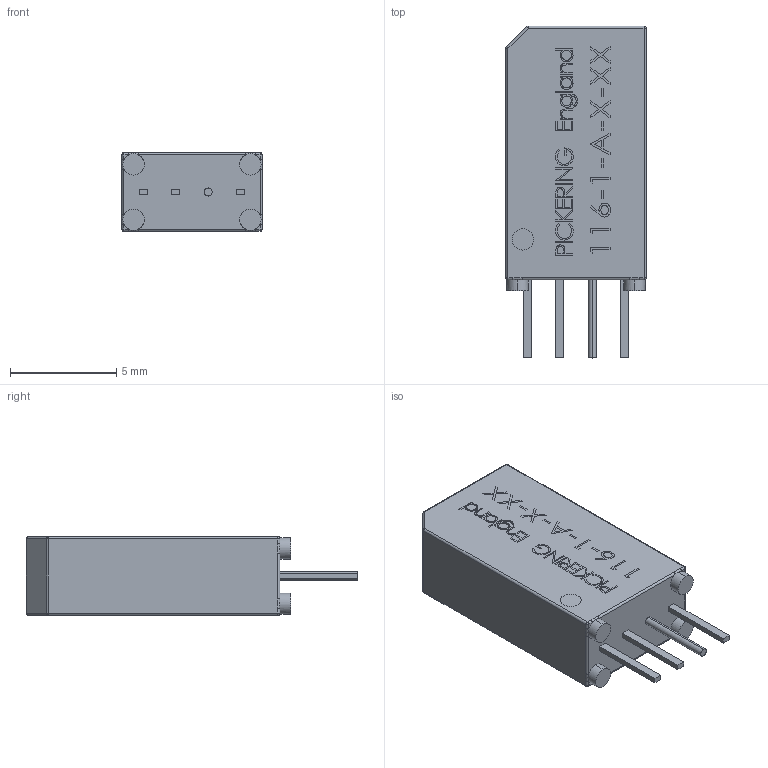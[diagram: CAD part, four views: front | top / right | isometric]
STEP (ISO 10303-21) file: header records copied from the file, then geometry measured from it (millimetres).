
FILE_DESCRIPTION (( 'STEP AP214' ), '1' );
FILE_NAME ('116-1-A.STEP', '2011-06-07T10:44:04', ( 'admin' ), ( '' ), 'SwSTEP 2.0', 'SolidWorks 2010', '' );
FILE_SCHEMA (( 'AUTOMOTIVE_DESIGN' ));
Length unit declared in the file: millimetre
Products named in the file (1): 116-1-A
Bounding box: 6.6 x 15.62 x 3.7 mm (x, y, z)
Volume: 292.7 mm3; surface area: 312.9 mm2
Topology: 1 solids, 1 shells, 396 faces, 1024 edges, 662 vertices
Faces by surface type: plane 264, bspline 87, cylinder 35, sphere 10
Entity records: 20774 total; most frequent: CARTESIAN_POINT 7282, ORIENTED_EDGE 2032, DIRECTION 1556, EDGE_CURVE 1016, LINE 764, VECTOR 764, VERTEX_POINT 662, EDGE_LOOP 436
